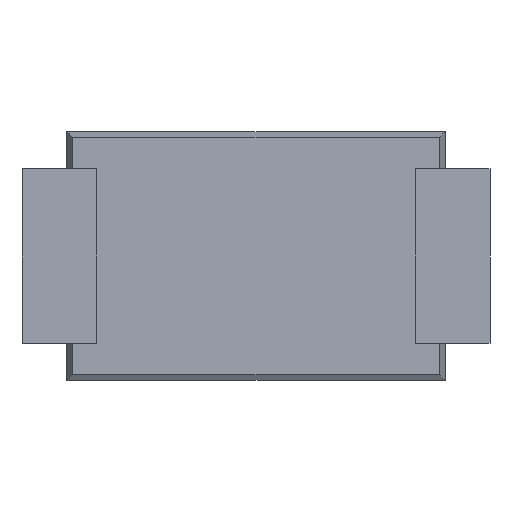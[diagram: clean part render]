
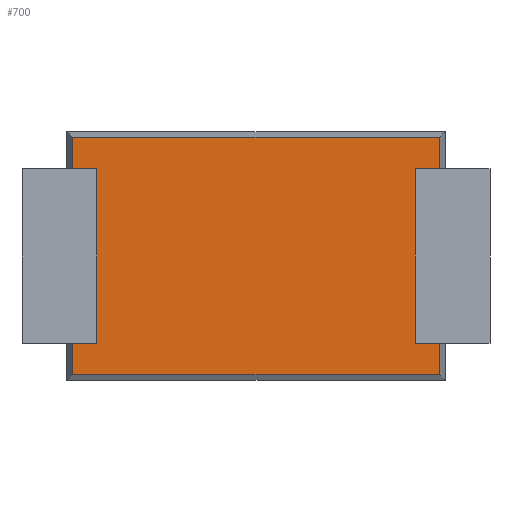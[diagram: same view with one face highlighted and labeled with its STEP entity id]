
A CAD part, front view. The second image highlights one B-rep face of the part: STEP entity #700.
In plain terms, the highlighted planar face has unit normal (0, -1, 0).
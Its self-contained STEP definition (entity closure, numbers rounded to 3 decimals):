
#9 = CARTESIAN_POINT ( 'NONE',  ( -1.6, 0., -0.875 ) ) ;
#15 = ORIENTED_EDGE ( 'NONE', *, *, #771, .T. ) ;
#24 = LINE ( 'NONE', #1134, #368 ) ;
#36 = LINE ( 'NONE', #399, #699 ) ;
#38 = VERTEX_POINT ( 'NONE', #296 ) ;
#46 = DIRECTION ( 'NONE',  ( 0., 0., -1. ) ) ;
#55 = EDGE_CURVE ( 'NONE', #239, #1032, #36, .T. ) ;
#58 = CARTESIAN_POINT ( 'NONE',  ( -1.6, 0., 0.875 ) ) ;
#62 = VECTOR ( 'NONE', #46, 1000. ) ;
#78 = DIRECTION ( 'NONE',  ( 1., 0., 0. ) ) ;
#81 = VECTOR ( 'NONE', #78, 1000. ) ;
#91 = CARTESIAN_POINT ( 'NONE',  ( 1.841, 0., -0.875 ) ) ;
#98 = CARTESIAN_POINT ( 'NONE',  ( 1.6, 0., -0.875 ) ) ;
#108 = CARTESIAN_POINT ( 'NONE',  ( 1.9, 0., -1.191 ) ) ;
#112 = DIRECTION ( 'NONE',  ( -1., 0., 0. ) ) ;
#151 = VECTOR ( 'NONE', #112, 1000. ) ;
#160 = EDGE_CURVE ( 'NONE', #1215, #742, #533, .T. ) ;
#168 = LINE ( 'NONE', #1120, #647 ) ;
#169 = DIRECTION ( 'NONE',  ( -1., 0., 0. ) ) ;
#176 = LINE ( 'NONE', #1033, #466 ) ;
#179 = ORIENTED_EDGE ( 'NONE', *, *, #782, .T. ) ;
#188 = EDGE_CURVE ( 'NONE', #1147, #38, #1133, .T. ) ;
#190 = DIRECTION ( 'NONE',  ( -1., 0., 0. ) ) ;
#194 = EDGE_LOOP ( 'NONE', ( #912, #595, #179, #1185, #1161, #364, #15, #460, #1031, #335, #290, #1179 ) ) ;
#203 = EDGE_CURVE ( 'NONE', #826, #1172, #655, .T. ) ;
#207 = CARTESIAN_POINT ( 'NONE',  ( 1.841, 0., 1.191 ) ) ;
#208 = VECTOR ( 'NONE', #956, 1000. ) ;
#216 = CARTESIAN_POINT ( 'NONE',  ( -1.841, 0., 0.875 ) ) ;
#229 = LINE ( 'NONE', #1072, #62 ) ;
#239 = VERTEX_POINT ( 'NONE', #216 ) ;
#250 = CARTESIAN_POINT ( 'NONE',  ( 1.841, 0., 1.25 ) ) ;
#261 = VERTEX_POINT ( 'NONE', #207 ) ;
#269 = PLANE ( 'NONE',  #776 ) ;
#285 = EDGE_CURVE ( 'NONE', #1074, #915, #479, .T. ) ;
#290 = ORIENTED_EDGE ( 'NONE', *, *, #1199, .T. ) ;
#296 = CARTESIAN_POINT ( 'NONE',  ( 1.841, 0., -1.191 ) ) ;
#335 = ORIENTED_EDGE ( 'NONE', *, *, #160, .T. ) ;
#342 = LINE ( 'NONE', #58, #921 ) ;
#352 = LINE ( 'NONE', #926, #1060 ) ;
#364 = ORIENTED_EDGE ( 'NONE', *, *, #188, .T. ) ;
#368 = VECTOR ( 'NONE', #963, 1000. ) ;
#375 = EDGE_CURVE ( 'NONE', #1172, #1147, #229, .T. ) ;
#399 = CARTESIAN_POINT ( 'NONE',  ( -1.6, 0., 0.875 ) ) ;
#441 = LINE ( 'NONE', #250, #566 ) ;
#450 = DIRECTION ( 'NONE',  ( 0., 0., 1. ) ) ;
#460 = ORIENTED_EDGE ( 'NONE', *, *, #285, .T. ) ;
#466 = VECTOR ( 'NONE', #544, 1000. ) ;
#479 = LINE ( 'NONE', #690, #151 ) ;
#533 = LINE ( 'NONE', #803, #81 ) ;
#542 = VECTOR ( 'NONE', #190, 1000. ) ;
#544 = DIRECTION ( 'NONE',  ( 0., 0., -1. ) ) ;
#551 = CARTESIAN_POINT ( 'NONE',  ( 0., 0., 0. ) ) ;
#566 = VECTOR ( 'NONE', #902, 1000. ) ;
#576 = CARTESIAN_POINT ( 'NONE',  ( 1.841, 0., 0.875 ) ) ;
#595 = ORIENTED_EDGE ( 'NONE', *, *, #55, .T. ) ;
#647 = VECTOR ( 'NONE', #450, 1000. ) ;
#655 = LINE ( 'NONE', #9, #542 ) ;
#658 = CARTESIAN_POINT ( 'NONE',  ( -1.841, 0., 1.191 ) ) ;
#681 = EDGE_CURVE ( 'NONE', #915, #1215, #168, .T. ) ;
#690 = CARTESIAN_POINT ( 'NONE',  ( 1.6, 0., -0.875 ) ) ;
#695 = EDGE_CURVE ( 'NONE', #1053, #239, #176, .T. ) ;
#699 = VECTOR ( 'NONE', #772, 1000. ) ;
#700 = ADVANCED_FACE ( 'NONE', ( #913 ), #269, .T. ) ;
#714 = CARTESIAN_POINT ( 'NONE',  ( -1.6, 0., -0.875 ) ) ;
#742 = VERTEX_POINT ( 'NONE', #576 ) ;
#771 = EDGE_CURVE ( 'NONE', #38, #1074, #441, .T. ) ;
#772 = DIRECTION ( 'NONE',  ( 1., 0., 0. ) ) ;
#776 = AXIS2_PLACEMENT_3D ( 'NONE', #551, #930, #839 ) ;
#782 = EDGE_CURVE ( 'NONE', #1032, #826, #342, .T. ) ;
#796 = DIRECTION ( 'NONE',  ( 0., 0., -1. ) ) ;
#803 = CARTESIAN_POINT ( 'NONE',  ( 1.6, 0., 0.875 ) ) ;
#826 = VERTEX_POINT ( 'NONE', #714 ) ;
#839 = DIRECTION ( 'NONE',  ( 0., 0., -1. ) ) ;
#886 = CARTESIAN_POINT ( 'NONE',  ( -1.6, 0., 0.875 ) ) ;
#902 = DIRECTION ( 'NONE',  ( 0., 0., 1. ) ) ;
#912 = ORIENTED_EDGE ( 'NONE', *, *, #695, .T. ) ;
#913 = FACE_OUTER_BOUND ( 'NONE', #194, .T. ) ;
#915 = VERTEX_POINT ( 'NONE', #98 ) ;
#921 = VECTOR ( 'NONE', #796, 1000. ) ;
#926 = CARTESIAN_POINT ( 'NONE',  ( -1.9, 0., 1.191 ) ) ;
#930 = DIRECTION ( 'NONE',  ( 0., -1., 0. ) ) ;
#944 = CARTESIAN_POINT ( 'NONE',  ( -1.841, 0., -1.191 ) ) ;
#956 = DIRECTION ( 'NONE',  ( 1., 0., 0. ) ) ;
#963 = DIRECTION ( 'NONE',  ( 0., 0., 1. ) ) ;
#977 = CARTESIAN_POINT ( 'NONE',  ( 1.6, 0., 0.875 ) ) ;
#1031 = ORIENTED_EDGE ( 'NONE', *, *, #681, .T. ) ;
#1032 = VERTEX_POINT ( 'NONE', #886 ) ;
#1033 = CARTESIAN_POINT ( 'NONE',  ( -1.841, 0., -1.25 ) ) ;
#1053 = VERTEX_POINT ( 'NONE', #658 ) ;
#1060 = VECTOR ( 'NONE', #169, 1000. ) ;
#1063 = CARTESIAN_POINT ( 'NONE',  ( -1.841, 0., -0.875 ) ) ;
#1072 = CARTESIAN_POINT ( 'NONE',  ( -1.841, 0., -1.25 ) ) ;
#1074 = VERTEX_POINT ( 'NONE', #91 ) ;
#1118 = EDGE_CURVE ( 'NONE', #261, #1053, #352, .T. ) ;
#1120 = CARTESIAN_POINT ( 'NONE',  ( 1.6, 0., 0.875 ) ) ;
#1133 = LINE ( 'NONE', #108, #208 ) ;
#1134 = CARTESIAN_POINT ( 'NONE',  ( 1.841, 0., 1.25 ) ) ;
#1147 = VERTEX_POINT ( 'NONE', #944 ) ;
#1161 = ORIENTED_EDGE ( 'NONE', *, *, #375, .T. ) ;
#1172 = VERTEX_POINT ( 'NONE', #1063 ) ;
#1179 = ORIENTED_EDGE ( 'NONE', *, *, #1118, .T. ) ;
#1185 = ORIENTED_EDGE ( 'NONE', *, *, #203, .T. ) ;
#1199 = EDGE_CURVE ( 'NONE', #742, #261, #24, .T. ) ;
#1215 = VERTEX_POINT ( 'NONE', #977 ) ;
